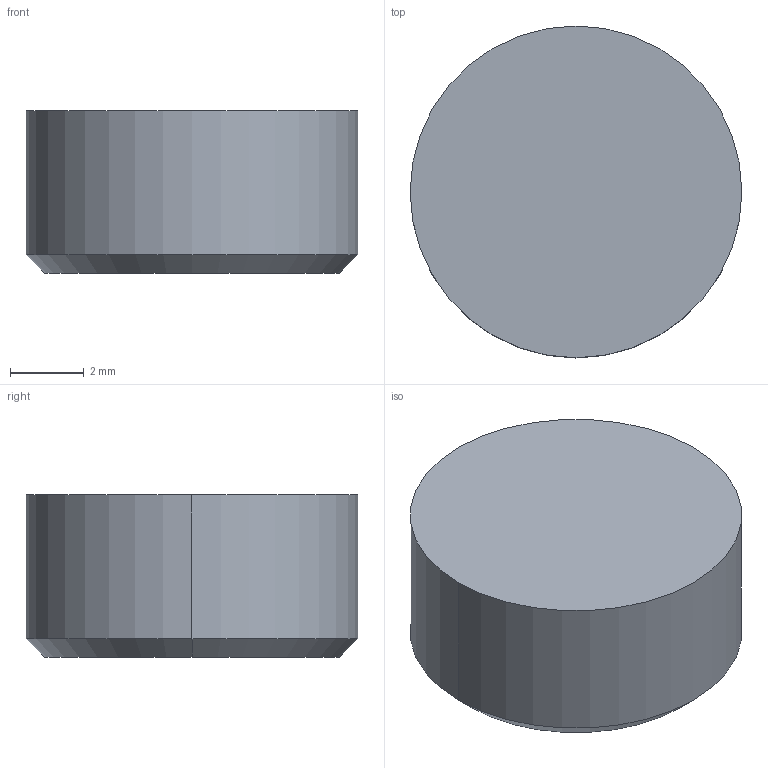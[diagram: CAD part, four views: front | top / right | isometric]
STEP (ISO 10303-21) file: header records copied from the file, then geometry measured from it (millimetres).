
FILE_DESCRIPTION(('CATIA V5 STEP Exchange','CAx-IF Rec.Pracs.--- Model Styling and Organization---1.4--- 2014-01-23'),'2;1');
FILE_NAME('F1556062_P01_00.stp','2024-06-05T10:28:21+00:00',('THALES'),('THALES'),'CATIA Version 5-6 Release 2019 SP5 HF41','CATIA V5 STEP AP214 v1','none');
FILE_SCHEMA(('AUTOMOTIVE_DESIGN { 1 0 10303 214 1 1 1 1 }'));
Length unit declared in the file: millimetre
Products named in the file (1): F1556062_P01
Bounding box: 9 x 9 x 4.4 mm (x, y, z)
Volume: 276.5 mm3; surface area: 243 mm2
Topology: 1 solids, 1 shells, 6 faces, 10 edges, 6 vertices
Faces by surface type: plane 2, cylinder 2, cone 2
Entity records: 166 total; most frequent: CARTESIAN_POINT 23, DIRECTION 22, ORIENTED_EDGE 20, AXIS2_PLACEMENT_3D 13, EDGE_CURVE 10, ADVANCED_FACE 6, CIRCLE 6, EDGE_LOOP 6
